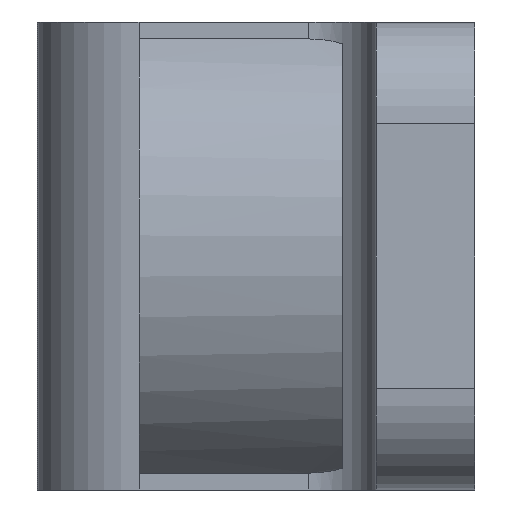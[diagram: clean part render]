
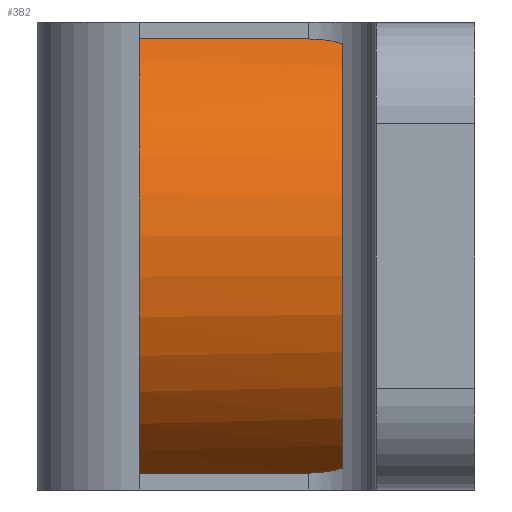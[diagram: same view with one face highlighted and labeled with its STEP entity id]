
A CAD part, left-side view. The second image highlights one B-rep face of the part: STEP entity #382.
In plain terms, the highlighted cylindrical face has radius 7.2 mm (diameter 14.4 mm), a partial arc.
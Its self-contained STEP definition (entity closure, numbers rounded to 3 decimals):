
#16 = EDGE_CURVE ( 'NONE', #81, #492, #991, .T. ) ;
#24 = CARTESIAN_POINT ( 'NONE',  ( -21.145, -1.7, 0.5 ) ) ;
#29 = CARTESIAN_POINT ( 'NONE',  ( -21.26, -2.391, 0.56 ) ) ;
#36 = DIRECTION ( 'NONE',  ( 0., -1., 0. ) ) ;
#63 = CARTESIAN_POINT ( 'NONE',  ( -21.145, -1.7, 13.3 ) ) ;
#65 = EDGE_CURVE ( 'NONE', #688, #565, #667, .T. ) ;
#71 = CIRCLE ( 'NONE', #755, 7.2 ) ;
#81 = VERTEX_POINT ( 'NONE', #988 ) ;
#85 = CARTESIAN_POINT ( 'NONE',  ( -21.145, -17.081, 0.5 ) ) ;
#110 = CARTESIAN_POINT ( 'NONE',  ( -21.145, -1.7, 0.5 ) ) ;
#112 = CARTESIAN_POINT ( 'NONE',  ( -21.168, -2.053, 0.512 ) ) ;
#142 = CARTESIAN_POINT ( 'NONE',  ( -21.328, -2.553, 13.203 ) ) ;
#152 = VERTEX_POINT ( 'NONE', #219 ) ;
#182 = CYLINDRICAL_SURFACE ( 'NONE', #685, 7.2 ) ;
#187 = B_SPLINE_CURVE_WITH_KNOTS ( 'NONE', 3,
 ( #63, #228, #884, #400, #142, #224 ),
 .UNSPECIFIED., .F., .F.,
 ( 4, 2, 4 ),
 ( 0.018, 0.019, 0.019 ),
 .UNSPECIFIED. ) ;
#219 = CARTESIAN_POINT ( 'NONE',  ( -21.413, -2.7, 13.155 ) ) ;
#224 = CARTESIAN_POINT ( 'NONE',  ( -21.413, -2.7, 13.155 ) ) ;
#225 = ORIENTED_EDGE ( 'NONE', *, *, #65, .T. ) ;
#228 = CARTESIAN_POINT ( 'NONE',  ( -21.145, -1.876, 13.3 ) ) ;
#237 = EDGE_LOOP ( 'NONE', ( #243, #225, #319, #711, #535, #473 ) ) ;
#243 = ORIENTED_EDGE ( 'NONE', *, *, #253, .F. ) ;
#253 = EDGE_CURVE ( 'NONE', #688, #152, #187, .T. ) ;
#292 = DIRECTION ( 'NONE',  ( 0., 1., 0. ) ) ;
#304 = DIRECTION ( 'NONE',  ( 0., 0., 1. ) ) ;
#319 = ORIENTED_EDGE ( 'NONE', *, *, #828, .F. ) ;
#323 = DIRECTION ( 'NONE',  ( 0., 1., 0. ) ) ;
#333 = DIRECTION ( 'NONE',  ( 0., 0., 1. ) ) ;
#370 = CARTESIAN_POINT ( 'NONE',  ( -17.846, -2.7, 6.9 ) ) ;
#382 = ADVANCED_FACE ( 'NONE', ( #628 ), #182, .T. ) ;
#393 = VERTEX_POINT ( 'NONE', #969 ) ;
#400 = CARTESIAN_POINT ( 'NONE',  ( -21.26, -2.391, 13.24 ) ) ;
#422 = CARTESIAN_POINT ( 'NONE',  ( -17.846, -17.081, 6.9 ) ) ;
#429 = CARTESIAN_POINT ( 'NONE',  ( -21.413, -2.7, 0.645 ) ) ;
#445 = DIRECTION ( 'NONE',  ( 0., 0., 1. ) ) ;
#460 = AXIS2_PLACEMENT_3D ( 'NONE', #1011, #292, #304 ) ;
#469 = LINE ( 'NONE', #85, #953 ) ;
#473 = ORIENTED_EDGE ( 'NONE', *, *, #599, .F. ) ;
#492 = VERTEX_POINT ( 'NONE', #110 ) ;
#527 = VECTOR ( 'NONE', #985, 1000. ) ;
#535 = ORIENTED_EDGE ( 'NONE', *, *, #16, .F. ) ;
#565 = VERTEX_POINT ( 'NONE', #921 ) ;
#599 = EDGE_CURVE ( 'NONE', #152, #81, #71, .T. ) ;
#620 = CARTESIAN_POINT ( 'NONE',  ( -21.145, -1.7, 13.3 ) ) ;
#628 = FACE_OUTER_BOUND ( 'NONE', #237, .T. ) ;
#664 = CARTESIAN_POINT ( 'NONE',  ( -21.145, -17.081, 13.3 ) ) ;
#667 = LINE ( 'NONE', #664, #527 ) ;
#674 = CIRCLE ( 'NONE', #460, 7.2 ) ;
#685 = AXIS2_PLACEMENT_3D ( 'NONE', #422, #735, #333 ) ;
#688 = VERTEX_POINT ( 'NONE', #620 ) ;
#711 = ORIENTED_EDGE ( 'NONE', *, *, #970, .F. ) ;
#734 = CARTESIAN_POINT ( 'NONE',  ( -21.145, -1.879, 0.5 ) ) ;
#735 = DIRECTION ( 'NONE',  ( 0., 1., 0. ) ) ;
#755 = AXIS2_PLACEMENT_3D ( 'NONE', #370, #36, #445 ) ;
#827 = CARTESIAN_POINT ( 'NONE',  ( -21.328, -2.554, 0.597 ) ) ;
#828 = EDGE_CURVE ( 'NONE', #393, #565, #674, .T. ) ;
#884 = CARTESIAN_POINT ( 'NONE',  ( -21.169, -2.054, 13.288 ) ) ;
#921 = CARTESIAN_POINT ( 'NONE',  ( -21.145, 3.3, 13.3 ) ) ;
#953 = VECTOR ( 'NONE', #323, 1000. ) ;
#969 = CARTESIAN_POINT ( 'NONE',  ( -21.145, 3.3, 0.5 ) ) ;
#970 = EDGE_CURVE ( 'NONE', #492, #393, #469, .T. ) ;
#985 = DIRECTION ( 'NONE',  ( 0., 1., 0. ) ) ;
#988 = CARTESIAN_POINT ( 'NONE',  ( -21.413, -2.7, 0.645 ) ) ;
#991 = B_SPLINE_CURVE_WITH_KNOTS ( 'NONE', 3,
 ( #429, #827, #29, #112, #734, #24 ),
 .UNSPECIFIED., .F., .F.,
 ( 4, 2, 4 ),
 ( 0.036, 0.036, 0.037 ),
 .UNSPECIFIED. ) ;
#1011 = CARTESIAN_POINT ( 'NONE',  ( -17.846, 3.3, 6.9 ) ) ;
